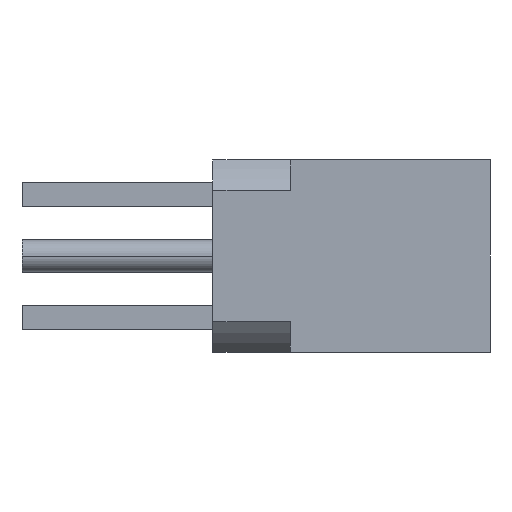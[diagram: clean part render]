
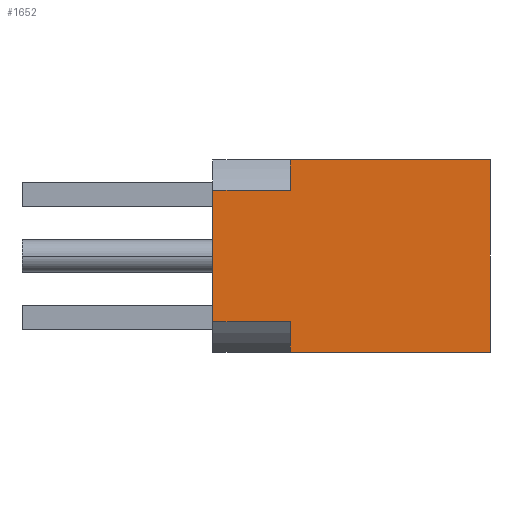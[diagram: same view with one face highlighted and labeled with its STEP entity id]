
A CAD part, front view. The second image highlights one B-rep face of the part: STEP entity #1652.
In plain terms, the highlighted planar face has unit normal (0, -1, 0).
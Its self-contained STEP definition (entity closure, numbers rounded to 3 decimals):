
#41 = AXIS2_PLACEMENT_3D ( 'NONE', #1470, #1739, #2363 ) ;
#94 = DIRECTION ( 'NONE',  ( 0., 0., 1. ) ) ;
#124 = CARTESIAN_POINT ( 'NONE',  ( -1.981, -4.343, -1.355 ) ) ;
#188 = VECTOR ( 'NONE', #988, 1000. ) ;
#270 = VECTOR ( 'NONE', #94, 1000. ) ;
#281 = VECTOR ( 'NONE', #662, 1000. ) ;
#298 = CARTESIAN_POINT ( 'NONE',  ( -1.981, -4.343, 1.981 ) ) ;
#370 = DIRECTION ( 'NONE',  ( 1., 0., 0. ) ) ;
#378 = ORIENTED_EDGE ( 'NONE', *, *, #1528, .F. ) ;
#407 = CARTESIAN_POINT ( 'NONE',  ( -1.981, -4.343, 1.355 ) ) ;
#408 = CARTESIAN_POINT ( 'NONE',  ( -3.581, -4.343, 1.981 ) ) ;
#441 = ORIENTED_EDGE ( 'NONE', *, *, #1103, .F. ) ;
#498 = VERTEX_POINT ( 'NONE', #1303 ) ;
#582 = VERTEX_POINT ( 'NONE', #407 ) ;
#631 = LINE ( 'NONE', #1051, #1610 ) ;
#642 = DIRECTION ( 'NONE',  ( 1., 0., 0. ) ) ;
#662 = DIRECTION ( 'NONE',  ( 0., 0., -1. ) ) ;
#684 = ORIENTED_EDGE ( 'NONE', *, *, #2250, .F. ) ;
#746 = CARTESIAN_POINT ( 'NONE',  ( -1.981, -4.343, -1.981 ) ) ;
#767 = CARTESIAN_POINT ( 'NONE',  ( -1.981, -4.343, 1.981 ) ) ;
#774 = VERTEX_POINT ( 'NONE', #1723 ) ;
#935 = ORIENTED_EDGE ( 'NONE', *, *, #2491, .T. ) ;
#950 = ORIENTED_EDGE ( 'NONE', *, *, #2280, .F. ) ;
#976 = LINE ( 'NONE', #1862, #1154 ) ;
#981 = LINE ( 'NONE', #767, #270 ) ;
#988 = DIRECTION ( 'NONE',  ( 1., 0., 0. ) ) ;
#1006 = DIRECTION ( 'NONE',  ( -1., 0., 0. ) ) ;
#1019 = EDGE_CURVE ( 'NONE', #582, #1527, #981, .T. ) ;
#1051 = CARTESIAN_POINT ( 'NONE',  ( 2.134, -4.343, -1.981 ) ) ;
#1103 = EDGE_CURVE ( 'NONE', #2098, #582, #2403, .T. ) ;
#1154 = VECTOR ( 'NONE', #2334, 1000. ) ;
#1165 = ORIENTED_EDGE ( 'NONE', *, *, #1476, .F. ) ;
#1184 = EDGE_CURVE ( 'NONE', #1460, #774, #631, .T. ) ;
#1303 = CARTESIAN_POINT ( 'NONE',  ( 2.134, -4.343, 1.981 ) ) ;
#1415 = EDGE_LOOP ( 'NONE', ( #950, #1833, #1165, #684, #1666, #441, #935, #378 ) ) ;
#1433 = VECTOR ( 'NONE', #370, 1000. ) ;
#1460 = VERTEX_POINT ( 'NONE', #746 ) ;
#1470 = CARTESIAN_POINT ( 'NONE',  ( 2.134, -4.343, 1.981 ) ) ;
#1476 = EDGE_CURVE ( 'NONE', #498, #774, #976, .T. ) ;
#1501 = LINE ( 'NONE', #408, #281 ) ;
#1527 = VERTEX_POINT ( 'NONE', #2749 ) ;
#1528 = EDGE_CURVE ( 'NONE', #2670, #2456, #1639, .T. ) ;
#1563 = CARTESIAN_POINT ( 'NONE',  ( -1.981, -4.343, -1.355 ) ) ;
#1599 = CARTESIAN_POINT ( 'NONE',  ( -3.581, -4.343, -1.355 ) ) ;
#1610 = VECTOR ( 'NONE', #642, 1000. ) ;
#1639 = LINE ( 'NONE', #124, #1714 ) ;
#1649 = CARTESIAN_POINT ( 'NONE',  ( 2.134, -4.343, 1.981 ) ) ;
#1652 = ADVANCED_FACE ( 'NONE', ( #1908 ), #2166, .F. ) ;
#1666 = ORIENTED_EDGE ( 'NONE', *, *, #1019, .F. ) ;
#1714 = VECTOR ( 'NONE', #1006, 1000. ) ;
#1723 = CARTESIAN_POINT ( 'NONE',  ( 2.134, -4.343, -1.981 ) ) ;
#1739 = DIRECTION ( 'NONE',  ( 0., 1., 0. ) ) ;
#1833 = ORIENTED_EDGE ( 'NONE', *, *, #1184, .T. ) ;
#1862 = CARTESIAN_POINT ( 'NONE',  ( 2.134, -4.343, 1.981 ) ) ;
#1908 = FACE_OUTER_BOUND ( 'NONE', #1415, .T. ) ;
#2098 = VERTEX_POINT ( 'NONE', #2481 ) ;
#2166 = PLANE ( 'NONE',  #41 ) ;
#2250 = EDGE_CURVE ( 'NONE', #1527, #498, #2330, .T. ) ;
#2280 = EDGE_CURVE ( 'NONE', #1460, #2670, #2295, .T. ) ;
#2295 = LINE ( 'NONE', #298, #2465 ) ;
#2330 = LINE ( 'NONE', #1649, #188 ) ;
#2334 = DIRECTION ( 'NONE',  ( 0., 0., -1. ) ) ;
#2363 = DIRECTION ( 'NONE',  ( -1., 0., 0. ) ) ;
#2394 = CARTESIAN_POINT ( 'NONE',  ( -1.981, -4.343, 1.355 ) ) ;
#2403 = LINE ( 'NONE', #2394, #1433 ) ;
#2456 = VERTEX_POINT ( 'NONE', #1599 ) ;
#2465 = VECTOR ( 'NONE', #2544, 1000. ) ;
#2481 = CARTESIAN_POINT ( 'NONE',  ( -3.581, -4.343, 1.355 ) ) ;
#2491 = EDGE_CURVE ( 'NONE', #2098, #2456, #1501, .T. ) ;
#2544 = DIRECTION ( 'NONE',  ( 0., 0., 1. ) ) ;
#2670 = VERTEX_POINT ( 'NONE', #1563 ) ;
#2749 = CARTESIAN_POINT ( 'NONE',  ( -1.981, -4.343, 1.981 ) ) ;
